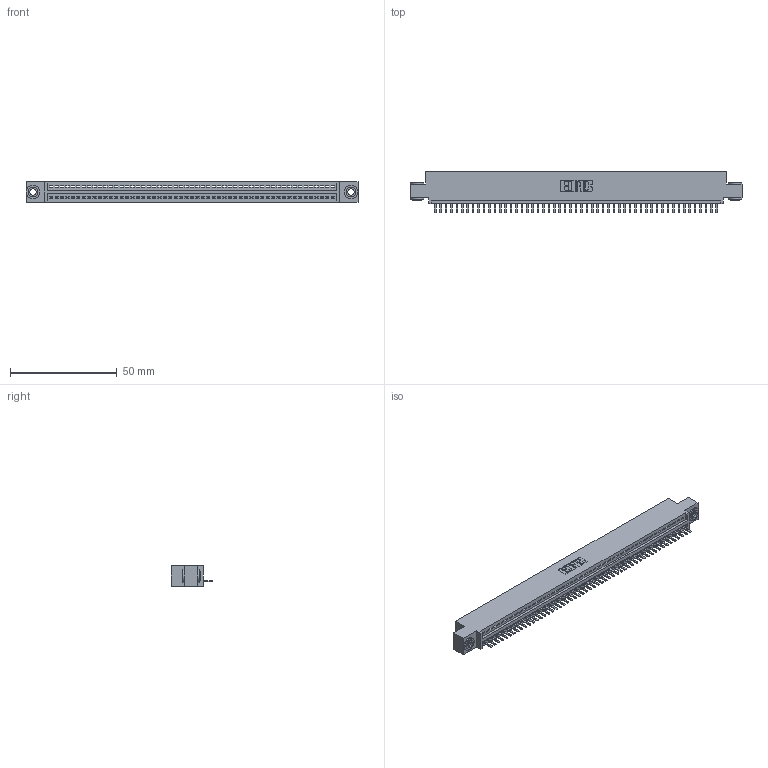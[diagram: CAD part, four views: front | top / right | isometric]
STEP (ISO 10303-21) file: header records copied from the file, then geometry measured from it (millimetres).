
FILE_DESCRIPTION (( 'STEP AP203' ), '1' );
FILE_NAME ('395-053-520-403.STEP', '2019-10-23T13:51:45', ( '' ), ( '' ), 'SwSTEP 2.0', 'SolidWorks 2016', '' );
FILE_SCHEMA (( 'CONFIG_CONTROL_DESIGN' ));
Length unit declared in the file: inch
Products named in the file (4): 395-053-520-403; 345 Part_0.110 Offset - 0.156 Dia-TH; 345-250-002_345-250-002-102; 345-292-001_345-293-120
Assembly tree (56 placements, depth 2):
  395-053-520-403
    345 Part_0.110 Offset - 0.156 Dia-TH
    345-292-001_345-293-120  x53
    345-250-002_345-250-002-102  x2
Bounding box: 155.83 x 19.68 x 9.4 mm (x, y, z)
Volume: 14684.5 mm3; surface area: 19461.5 mm2
Topology: 56 solids, 56 shells, 3454 faces, 10181 edges, 6642 vertices
Faces by surface type: plane 2320, cylinder 1126, cone 8
Entity records: 39304 total; most frequent: CARTESIAN_POINT 6798, ORIENTED_EDGE 6766, DIRECTION 5939, EDGE_CURVE 3383, LINE 3011, VECTOR 3011, VERTEX_POINT 2250, AXIS2_PLACEMENT_3D 1464
